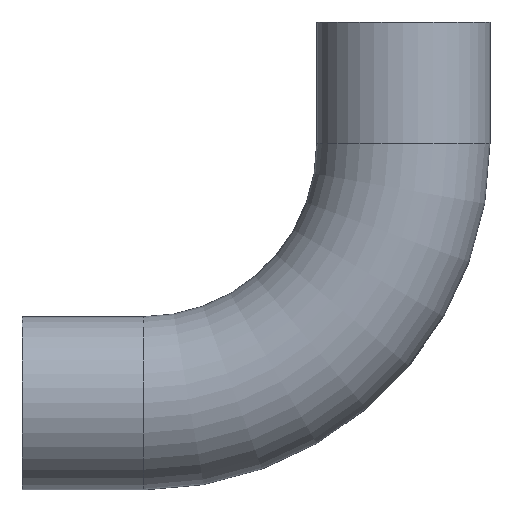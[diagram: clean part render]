
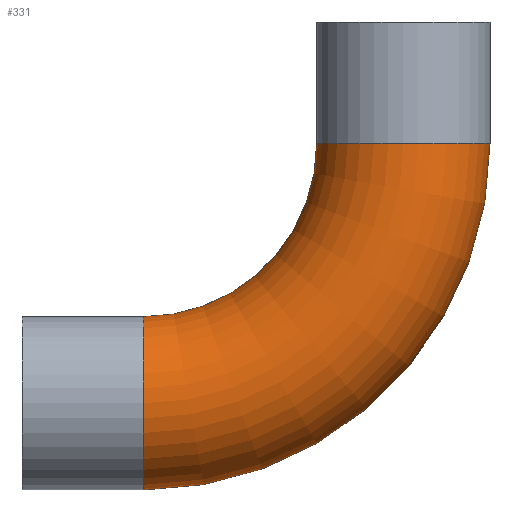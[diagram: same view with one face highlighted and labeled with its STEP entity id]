
A CAD part, front view. The second image highlights one B-rep face of the part: STEP entity #331.
In plain terms, the highlighted toroidal (fillet/blend) face has major radius 95.2 mm and minor radius 31.75 mm.
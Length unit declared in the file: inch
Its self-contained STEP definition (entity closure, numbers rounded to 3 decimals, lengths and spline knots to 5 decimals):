
#6 = DIRECTION ( 'NONE',  ( 1., 0., 0. ) ) ;
#8 = VERTEX_POINT ( 'NONE', #212 ) ;
#12 = DIRECTION ( 'NONE',  ( 0., 0., -1. ) ) ;
#17 = CARTESIAN_POINT ( 'NONE',  ( 0., 0., 0. ) ) ;
#20 = VERTEX_POINT ( 'NONE', #378 ) ;
#33 = CARTESIAN_POINT ( 'NONE',  ( 0., 0., -3.74803 ) ) ;
#42 = ORIENTED_EDGE ( 'NONE', *, *, #215, .F. ) ;
#68 = CARTESIAN_POINT ( 'NONE',  ( 3.74803, 0., 0. ) ) ;
#75 = EDGE_CURVE ( 'NONE', #361, #20, #259, .T. ) ;
#77 = AXIS2_PLACEMENT_3D ( 'NONE', #33, #216, #190 ) ;
#79 = CIRCLE ( 'NONE', #316, 2.49803 ) ;
#94 = DIRECTION ( 'NONE',  ( 0., 0., -1. ) ) ;
#96 = ORIENTED_EDGE ( 'NONE', *, *, #75, .F. ) ;
#104 = DIRECTION ( 'NONE',  ( 0., 0., 1. ) ) ;
#107 = FACE_OUTER_BOUND ( 'NONE', #205, .T. ) ;
#128 = EDGE_CURVE ( 'NONE', #361, #8, #217, .T. ) ;
#141 = CARTESIAN_POINT ( 'NONE',  ( 0., 0., -4.99803 ) ) ;
#154 = EDGE_CURVE ( 'NONE', #20, #235, #79, .T. ) ;
#156 = AXIS2_PLACEMENT_3D ( 'NONE', #17, #169, #12 ) ;
#163 = CARTESIAN_POINT ( 'NONE',  ( 2.49803, 0., 0. ) ) ;
#169 = DIRECTION ( 'NONE',  ( 0., -1., 0. ) ) ;
#189 = DIRECTION ( 'NONE',  ( 0., 0., -1. ) ) ;
#190 = DIRECTION ( 'NONE',  ( 0., 0., 1. ) ) ;
#205 = EDGE_LOOP ( 'NONE', ( #96, #245, #42, #340 ) ) ;
#212 = CARTESIAN_POINT ( 'NONE',  ( 4.99803, 0., 0. ) ) ;
#215 = EDGE_CURVE ( 'NONE', #235, #8, #391, .T. ) ;
#216 = DIRECTION ( 'NONE',  ( -1., 0., 0. ) ) ;
#217 = CIRCLE ( 'NONE', #373, 4.99803 ) ;
#235 = VERTEX_POINT ( 'NONE', #163 ) ;
#245 = ORIENTED_EDGE ( 'NONE', *, *, #128, .T. ) ;
#257 = CARTESIAN_POINT ( 'NONE',  ( 0., 0., 0. ) ) ;
#259 = CIRCLE ( 'NONE', #77, 1.25 ) ;
#316 = AXIS2_PLACEMENT_3D ( 'NONE', #257, #317, #94 ) ;
#317 = DIRECTION ( 'NONE',  ( 0., -1., 0. ) ) ;
#331 = ADVANCED_FACE ( 'NONE', ( #107 ), #380, .T. ) ;
#340 = ORIENTED_EDGE ( 'NONE', *, *, #154, .F. ) ;
#361 = VERTEX_POINT ( 'NONE', #141 ) ;
#365 = AXIS2_PLACEMENT_3D ( 'NONE', #68, #104, #6 ) ;
#373 = AXIS2_PLACEMENT_3D ( 'NONE', #384, #383, #189 ) ;
#378 = CARTESIAN_POINT ( 'NONE',  ( 0., 0., -2.49803 ) ) ;
#380 = TOROIDAL_SURFACE ( 'NONE', #156, 3.74803, 1.25 ) ;
#383 = DIRECTION ( 'NONE',  ( 0., -1., 0. ) ) ;
#384 = CARTESIAN_POINT ( 'NONE',  ( 0., 0., 0. ) ) ;
#391 = CIRCLE ( 'NONE', #365, 1.25 ) ;
